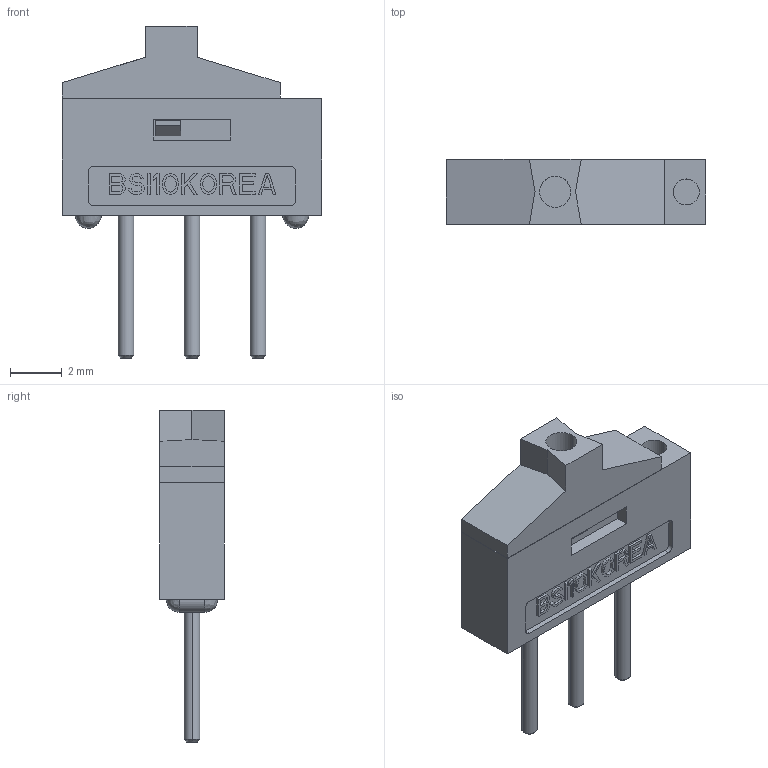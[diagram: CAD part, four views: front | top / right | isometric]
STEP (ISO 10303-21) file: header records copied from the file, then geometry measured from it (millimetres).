
FILE_DESCRIPTION (( 'STEP AP214' ), '1' );
FILE_NAME ('switch25.STEP', '2022-03-13T19:42:38', ( '' ), ( '' ), 'SwSTEP 2.0', 'SolidWorks 2017', '' );
FILE_SCHEMA (( 'AUTOMOTIVE_DESIGN' ));
Length unit declared in the file: millimetre
Products named in the file (1): switch25
Bounding box: 10 x 2.5 x 12.8 mm (x, y, z)
Volume: 136.9 mm3; surface area: 344.6 mm2
Topology: 2 solids, 2 shells, 454 faces, 1247 edges, 824 vertices
Faces by surface type: plane 427, cylinder 17, cone 6, bspline 4
Entity records: 19192 total; most frequent: CARTESIAN_POINT 2602, ORIENTED_EDGE 2478, DIRECTION 2185, EDGE_CURVE 1239, LINE 1195, VECTOR 1195, VERTEX_POINT 824, AXIS2_PLACEMENT_3D 495
